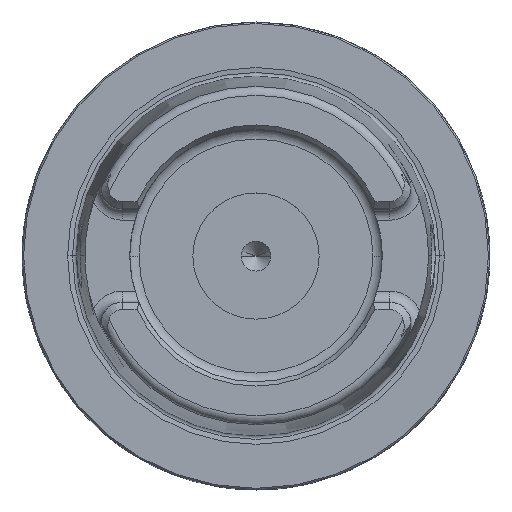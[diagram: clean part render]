
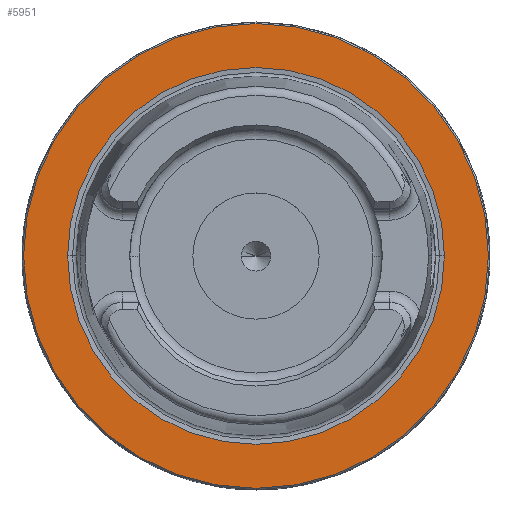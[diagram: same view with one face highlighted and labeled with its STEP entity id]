
A CAD part, top view. The second image highlights one B-rep face of the part: STEP entity #5951.
In plain terms, the highlighted planar face has unit normal (0, 0, 1).
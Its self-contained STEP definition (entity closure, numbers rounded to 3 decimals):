
#1741=CARTESIAN_POINT('',(0.,0.,0.));
#1742=DIRECTION('',(0.,0.,1.));
#1743=DIRECTION('',(1.,0.,0.));
#1744=AXIS2_PLACEMENT_3D('',#1741,#1742,#1743);
#1757=CARTESIAN_POINT('',(0.,0.,0.));
#1758=DIRECTION('',(0.,0.,-1.));
#1759=DIRECTION('',(1.,0.,0.));
#1760=AXIS2_PLACEMENT_3D('',#1757,#1758,#1759);
#1779=CARTESIAN_POINT('',(0.,0.,0.));
#1780=DIRECTION('',(0.,0.,1.));
#1781=DIRECTION('',(1.,0.,0.));
#1782=AXIS2_PLACEMENT_3D('',#1779,#1780,#1781);
#4373=CARTESIAN_POINT('',(0.,0.,0.));
#4374=DIRECTION('',(0.,0.,-1.));
#4375=DIRECTION('',(1.,0.,0.));
#4376=AXIS2_PLACEMENT_3D('',#4373,#4374,#4375);
#4403=CARTESIAN_POINT('',(25.374,0.,0.));
#4405=VERTEX_POINT('',#4403);
#4415=CARTESIAN_POINT('',(-25.374,0.,0.));
#4417=VERTEX_POINT('',#4415);
#4651=CARTESIAN_POINT('',(31.3,0.,0.));
#4652=CARTESIAN_POINT('',(-31.3,0.,0.));
#4653=VERTEX_POINT('',#4651);
#4654=VERTEX_POINT('',#4652);
#5935=CARTESIAN_POINT('',(0.,0.,0.));
#5936=DIRECTION('',(0.,0.,-1.));
#5937=DIRECTION('',(-1.,0.,0.));
#5938=AXIS2_PLACEMENT_3D('',#5935,#5936,#5937);
#5939=PLANE('',#5938);
#5940=ORIENTED_EDGE('',*,*,#5925,.F.);
#5942=ORIENTED_EDGE('',*,*,#5941,.T.);
#5943=EDGE_LOOP('',(#5940,#5942));
#5944=FACE_OUTER_BOUND('',#5943,.F.);
#5946=ORIENTED_EDGE('',*,*,#5945,.F.);
#5948=ORIENTED_EDGE('',*,*,#5947,.T.);
#5949=EDGE_LOOP('',(#5946,#5948));
#5950=FACE_BOUND('',#5949,.F.);
#1745=CIRCLE('',#1744,31.3);
#1761=CIRCLE('',#1760,25.374);
#1783=CIRCLE('',#1782,25.374);
#4377=CIRCLE('',#4376,31.3);
#5925=EDGE_CURVE('',#4653,#4654,#1745,.T.);
#5941=EDGE_CURVE('',#4653,#4654,#4377,.T.);
#5945=EDGE_CURVE('',#4405,#4417,#1761,.T.);
#5947=EDGE_CURVE('',#4405,#4417,#1783,.T.);
#5951=ADVANCED_FACE('',(#5944,#5950),#5939,.F.);
